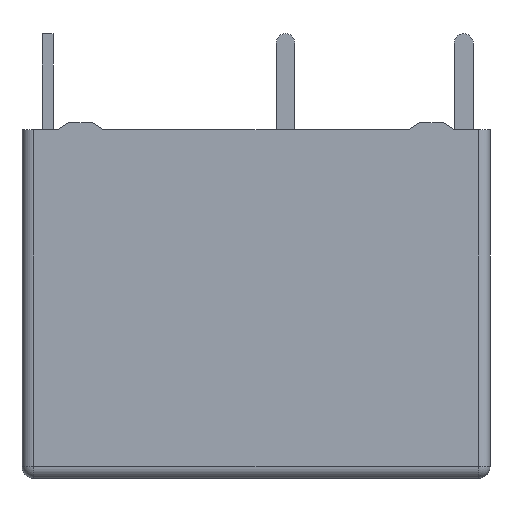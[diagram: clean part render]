
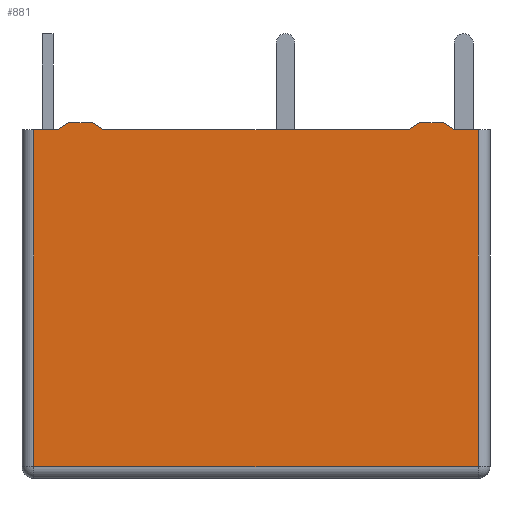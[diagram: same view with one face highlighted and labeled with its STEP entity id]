
A CAD part, front view. The second image highlights one B-rep face of the part: STEP entity #881.
In plain terms, the highlighted planar face has unit normal (0, -1, 0).
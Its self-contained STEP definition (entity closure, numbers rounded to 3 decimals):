
#134=DIRECTION('',(0.,0.,1.));
#135=VECTOR('',#134,14.4);
#136=CARTESIAN_POINT('',(9.5,-5.,-14.4));
#137=LINE('',#136,#135);
#138=DIRECTION('',(1.,0.,0.));
#139=VECTOR('',#138,19.);
#140=CARTESIAN_POINT('',(-9.5,-5.,-14.4));
#141=LINE('',#140,#139);
#142=DIRECTION('',(0.,0.,-1.));
#143=VECTOR('',#142,14.4);
#144=CARTESIAN_POINT('',(-9.5,-5.,0.));
#145=LINE('',#144,#143);
#146=DIRECTION('',(1.,0.,0.));
#147=VECTOR('',#146,1.);
#148=CARTESIAN_POINT('',(-9.5,-5.,0.));
#149=LINE('',#148,#147);
#150=DIRECTION('',(0.857,0.,0.514));
#151=VECTOR('',#150,0.583);
#152=CARTESIAN_POINT('',(-8.5,-5.,0.));
#153=LINE('',#152,#151);
#154=DIRECTION('',(1.,0.,0.));
#155=VECTOR('',#154,1.);
#156=CARTESIAN_POINT('',(-8.,-5.,0.3));
#157=LINE('',#156,#155);
#158=DIRECTION('',(0.857,0.,-0.514));
#159=VECTOR('',#158,0.583);
#160=CARTESIAN_POINT('',(-7.,-5.,0.3));
#161=LINE('',#160,#159);
#162=DIRECTION('',(1.,0.,0.));
#163=VECTOR('',#162,13.);
#164=CARTESIAN_POINT('',(-6.5,-5.,0.));
#165=LINE('',#164,#163);
#166=DIRECTION('',(0.857,0.,0.514));
#167=VECTOR('',#166,0.583);
#168=CARTESIAN_POINT('',(6.5,-5.,0.));
#169=LINE('',#168,#167);
#170=DIRECTION('',(1.,0.,0.));
#171=VECTOR('',#170,1.);
#172=CARTESIAN_POINT('',(7.,-5.,0.3));
#173=LINE('',#172,#171);
#174=DIRECTION('',(0.857,0.,-0.514));
#175=VECTOR('',#174,0.583);
#176=CARTESIAN_POINT('',(8.,-5.,0.3));
#177=LINE('',#176,#175);
#178=DIRECTION('',(1.,0.,0.));
#179=VECTOR('',#178,1.);
#180=CARTESIAN_POINT('',(8.5,-5.,0.));
#181=LINE('',#180,#179);
#682=CARTESIAN_POINT('',(-8.5,-5.,0.));
#683=CARTESIAN_POINT('',(-8.,-5.,0.3));
#684=VERTEX_POINT('',#682);
#685=VERTEX_POINT('',#683);
#686=CARTESIAN_POINT('',(-7.,-5.,0.3));
#687=VERTEX_POINT('',#686);
#688=CARTESIAN_POINT('',(-6.5,-5.,0.));
#689=VERTEX_POINT('',#688);
#690=CARTESIAN_POINT('',(6.5,-5.,0.));
#691=VERTEX_POINT('',#690);
#692=CARTESIAN_POINT('',(7.,-5.,0.3));
#693=VERTEX_POINT('',#692);
#694=CARTESIAN_POINT('',(8.,-5.,0.3));
#695=VERTEX_POINT('',#694);
#696=CARTESIAN_POINT('',(8.5,-5.,0.));
#697=VERTEX_POINT('',#696);
#794=CARTESIAN_POINT('',(9.5,-5.,0.));
#796=VERTEX_POINT('',#794);
#800=CARTESIAN_POINT('',(9.5,-5.,-14.4));
#801=VERTEX_POINT('',#800);
#826=CARTESIAN_POINT('',(-9.5,-5.,-14.4));
#827=VERTEX_POINT('',#826);
#829=CARTESIAN_POINT('',(-9.5,-5.,0.));
#831=VERTEX_POINT('',#829);
#850=CARTESIAN_POINT('',(0.,-5.,0.));
#851=DIRECTION('',(0.,1.,0.));
#852=DIRECTION('',(-1.,0.,0.));
#853=AXIS2_PLACEMENT_3D('',#850,#851,#852);
#854=PLANE('',#853);
#856=ORIENTED_EDGE('',*,*,#855,.F.);
#858=ORIENTED_EDGE('',*,*,#857,.F.);
#860=ORIENTED_EDGE('',*,*,#859,.F.);
#862=ORIENTED_EDGE('',*,*,#861,.T.);
#864=ORIENTED_EDGE('',*,*,#863,.T.);
#866=ORIENTED_EDGE('',*,*,#865,.T.);
#868=ORIENTED_EDGE('',*,*,#867,.T.);
#870=ORIENTED_EDGE('',*,*,#869,.T.);
#872=ORIENTED_EDGE('',*,*,#871,.T.);
#874=ORIENTED_EDGE('',*,*,#873,.T.);
#876=ORIENTED_EDGE('',*,*,#875,.T.);
#878=ORIENTED_EDGE('',*,*,#877,.T.);
#879=EDGE_LOOP('',(#856,#858,#860,#862,#864,#866,#868,#870,#872,#874,#876,
#878));
#880=FACE_OUTER_BOUND('',#879,.F.);
#855=EDGE_CURVE('',#801,#796,#137,.T.);
#857=EDGE_CURVE('',#827,#801,#141,.T.);
#859=EDGE_CURVE('',#831,#827,#145,.T.);
#861=EDGE_CURVE('',#831,#684,#149,.T.);
#863=EDGE_CURVE('',#684,#685,#153,.T.);
#865=EDGE_CURVE('',#685,#687,#157,.T.);
#867=EDGE_CURVE('',#687,#689,#161,.T.);
#869=EDGE_CURVE('',#689,#691,#165,.T.);
#871=EDGE_CURVE('',#691,#693,#169,.T.);
#873=EDGE_CURVE('',#693,#695,#173,.T.);
#875=EDGE_CURVE('',#695,#697,#177,.T.);
#877=EDGE_CURVE('',#697,#796,#181,.T.);
#881=ADVANCED_FACE('',(#880),#854,.F.);
